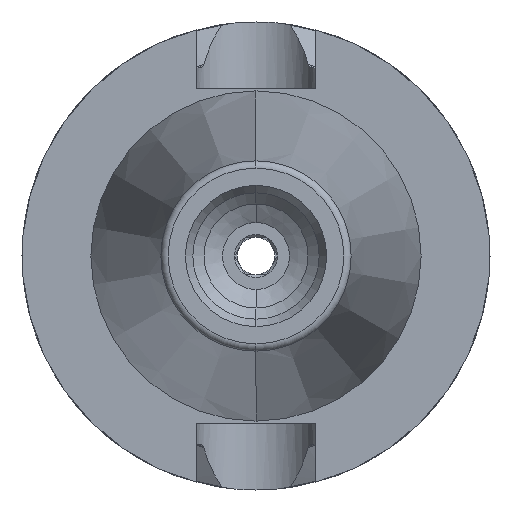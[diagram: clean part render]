
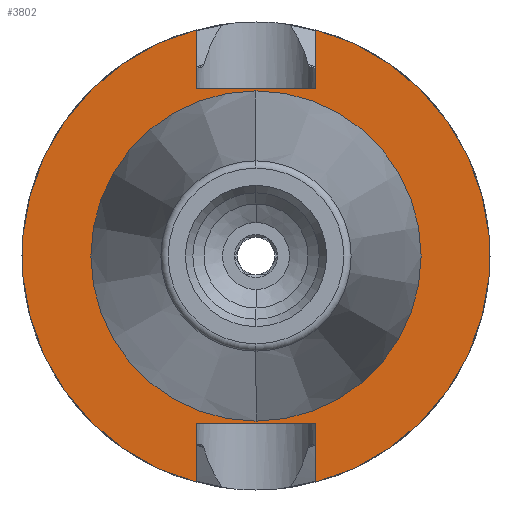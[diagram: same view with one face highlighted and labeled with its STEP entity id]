
A CAD part, left-side view. The second image highlights one B-rep face of the part: STEP entity #3802.
In plain terms, the highlighted planar face has unit normal (-1, 0, 0).
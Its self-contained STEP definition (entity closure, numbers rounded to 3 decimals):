
#90 = LINE ( 'NONE', #7586, #2095 ) ;
#268 = DIRECTION ( 'NONE',  ( 0., 0., -1. ) ) ;
#371 = EDGE_CURVE ( 'NONE', #2258, #7782, #8129, .T. ) ;
#509 = ORIENTED_EDGE ( 'NONE', *, *, #6955, .F. ) ;
#706 = LINE ( 'NONE', #9133, #4678 ) ;
#766 = EDGE_CURVE ( 'NONE', #9306, #4320, #4399, .T. ) ;
#798 = EDGE_LOOP ( 'NONE', ( #4493, #7862 ) ) ;
#916 = DIRECTION ( 'NONE',  ( 0., 0., 1. ) ) ;
#1148 = VERTEX_POINT ( 'NONE', #3742 ) ;
#1198 = DIRECTION ( 'NONE',  ( -1., 0., 0. ) ) ;
#1548 = CARTESIAN_POINT ( 'NONE',  ( 2., 0., -21.725 ) ) ;
#1653 = ORIENTED_EDGE ( 'NONE', *, *, #6836, .F. ) ;
#1685 = CARTESIAN_POINT ( 'NONE',  ( 2., 0., 0. ) ) ;
#1944 = EDGE_CURVE ( 'NONE', #6874, #5146, #8760, .T. ) ;
#2095 = VECTOR ( 'NONE', #2376, 1000. ) ;
#2158 = CARTESIAN_POINT ( 'NONE',  ( 2., 0., 0. ) ) ;
#2164 = ORIENTED_EDGE ( 'NONE', *, *, #6846, .F. ) ;
#2258 = VERTEX_POINT ( 'NONE', #1548 ) ;
#2338 = ORIENTED_EDGE ( 'NONE', *, *, #766, .T. ) ;
#2376 = DIRECTION ( 'NONE',  ( 0., -1., 0. ) ) ;
#2383 = CARTESIAN_POINT ( 'NONE',  ( 2., 8.05, -30.454 ) ) ;
#2389 = CARTESIAN_POINT ( 'NONE',  ( 2., -8.05, -22.6 ) ) ;
#2450 = CARTESIAN_POINT ( 'NONE',  ( 2., -8.05, -30.454 ) ) ;
#2559 = EDGE_CURVE ( 'NONE', #7782, #2258, #4147, .T. ) ;
#3005 = EDGE_LOOP ( 'NONE', ( #2338, #8735, #1653, #5081, #5563, #509, #7228, #2164 ) ) ;
#3117 = AXIS2_PLACEMENT_3D ( 'NONE', #4410, #8875, #3668 ) ;
#3206 = PLANE ( 'NONE',  #7492 ) ;
#3212 = DIRECTION ( 'NONE',  ( 0., 0., 1. ) ) ;
#3518 = FACE_OUTER_BOUND ( 'NONE', #3005, .T. ) ;
#3668 = DIRECTION ( 'NONE',  ( 0., 0., -1. ) ) ;
#3742 = CARTESIAN_POINT ( 'NONE',  ( 2., 8.05, -22.6 ) ) ;
#3802 = ADVANCED_FACE ( 'NONE', ( #3518, #9460 ), #3206, .F. ) ;
#3919 = DIRECTION ( 'NONE',  ( 0., 1., 0. ) ) ;
#3963 = CARTESIAN_POINT ( 'NONE',  ( 2., -8.05, 30.454 ) ) ;
#3999 = CARTESIAN_POINT ( 'NONE',  ( 2., 8.05, 22.6 ) ) ;
#4147 = CIRCLE ( 'NONE', #7074, 21.725 ) ;
#4320 = VERTEX_POINT ( 'NONE', #4416 ) ;
#4399 = CIRCLE ( 'NONE', #8001, 31.5 ) ;
#4410 = CARTESIAN_POINT ( 'NONE',  ( 2., 0., 0. ) ) ;
#4416 = CARTESIAN_POINT ( 'NONE',  ( 2., 8.05, -30.454 ) ) ;
#4493 = ORIENTED_EDGE ( 'NONE', *, *, #2559, .T. ) ;
#4558 = LINE ( 'NONE', #7697, #6534 ) ;
#4678 = VECTOR ( 'NONE', #6870, 1000. ) ;
#4752 = CARTESIAN_POINT ( 'NONE',  ( 2., 8.05, 30.454 ) ) ;
#4792 = VECTOR ( 'NONE', #5331, 1000. ) ;
#5081 = ORIENTED_EDGE ( 'NONE', *, *, #1944, .F. ) ;
#5146 = VERTEX_POINT ( 'NONE', #8933 ) ;
#5331 = DIRECTION ( 'NONE',  ( 0., 0., 1. ) ) ;
#5332 = DIRECTION ( 'NONE',  ( 0., 0., -1. ) ) ;
#5563 = ORIENTED_EDGE ( 'NONE', *, *, #8161, .T. ) ;
#5666 = CARTESIAN_POINT ( 'NONE',  ( 2., 0., 0. ) ) ;
#5877 = DIRECTION ( 'NONE',  ( 1., 0., 0. ) ) ;
#6056 = CIRCLE ( 'NONE', #7514, 31.5 ) ;
#6122 = DIRECTION ( 'NONE',  ( -1., 0., 0. ) ) ;
#6410 = DIRECTION ( 'NONE',  ( 0., 0., 1. ) ) ;
#6422 = LINE ( 'NONE', #2389, #8413 ) ;
#6476 = VERTEX_POINT ( 'NONE', #3963 ) ;
#6534 = VECTOR ( 'NONE', #3212, 1000. ) ;
#6546 = VECTOR ( 'NONE', #5332, 1000. ) ;
#6778 = LINE ( 'NONE', #2383, #6546 ) ;
#6836 = EDGE_CURVE ( 'NONE', #5146, #1148, #6422, .T. ) ;
#6846 = EDGE_CURVE ( 'NONE', #9306, #6985, #706, .T. ) ;
#6870 = DIRECTION ( 'NONE',  ( 0., 0., -1. ) ) ;
#6874 = VERTEX_POINT ( 'NONE', #2450 ) ;
#6955 = EDGE_CURVE ( 'NONE', #7869, #6476, #4558, .T. ) ;
#6985 = VERTEX_POINT ( 'NONE', #3999 ) ;
#7074 = AXIS2_PLACEMENT_3D ( 'NONE', #2158, #5877, #8475 ) ;
#7228 = ORIENTED_EDGE ( 'NONE', *, *, #9213, .F. ) ;
#7459 = CARTESIAN_POINT ( 'NONE',  ( 2., 0., 21.725 ) ) ;
#7492 = AXIS2_PLACEMENT_3D ( 'NONE', #9372, #8453, #268 ) ;
#7514 = AXIS2_PLACEMENT_3D ( 'NONE', #5666, #1198, #6410 ) ;
#7586 = CARTESIAN_POINT ( 'NONE',  ( 2., -8.05, 22.6 ) ) ;
#7697 = CARTESIAN_POINT ( 'NONE',  ( 2., -8.05, 30.454 ) ) ;
#7782 = VERTEX_POINT ( 'NONE', #7459 ) ;
#7862 = ORIENTED_EDGE ( 'NONE', *, *, #371, .T. ) ;
#7869 = VERTEX_POINT ( 'NONE', #8286 ) ;
#7921 = EDGE_CURVE ( 'NONE', #1148, #4320, #6778, .T. ) ;
#8001 = AXIS2_PLACEMENT_3D ( 'NONE', #1685, #6122, #916 ) ;
#8129 = CIRCLE ( 'NONE', #3117, 21.725 ) ;
#8161 = EDGE_CURVE ( 'NONE', #6874, #6476, #6056, .T. ) ;
#8286 = CARTESIAN_POINT ( 'NONE',  ( 2., -8.05, 22.6 ) ) ;
#8347 = CARTESIAN_POINT ( 'NONE',  ( 2., -8.05, -30.454 ) ) ;
#8413 = VECTOR ( 'NONE', #3919, 1000. ) ;
#8453 = DIRECTION ( 'NONE',  ( 1., 0., 0. ) ) ;
#8475 = DIRECTION ( 'NONE',  ( 0., 0., -1. ) ) ;
#8735 = ORIENTED_EDGE ( 'NONE', *, *, #7921, .F. ) ;
#8760 = LINE ( 'NONE', #8347, #4792 ) ;
#8875 = DIRECTION ( 'NONE',  ( 1., 0., 0. ) ) ;
#8933 = CARTESIAN_POINT ( 'NONE',  ( 2., -8.05, -22.6 ) ) ;
#9133 = CARTESIAN_POINT ( 'NONE',  ( 2., 8.05, 30.454 ) ) ;
#9213 = EDGE_CURVE ( 'NONE', #6985, #7869, #90, .T. ) ;
#9306 = VERTEX_POINT ( 'NONE', #4752 ) ;
#9372 = CARTESIAN_POINT ( 'NONE',  ( 2., 0., 0. ) ) ;
#9460 = FACE_BOUND ( 'NONE', #798, .T. ) ;
